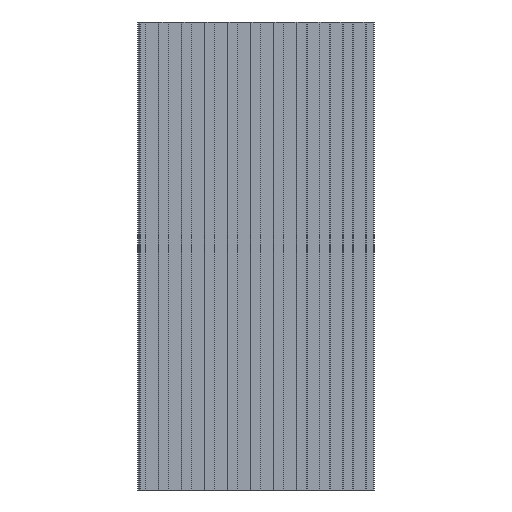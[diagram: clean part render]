
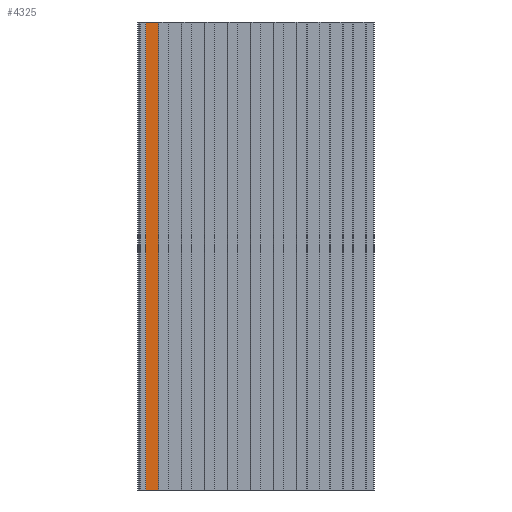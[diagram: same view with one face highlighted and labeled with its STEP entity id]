
A CAD part, front view. The second image highlights one B-rep face of the part: STEP entity #4325.
In plain terms, the highlighted planar face has unit normal (0, -1, 0).
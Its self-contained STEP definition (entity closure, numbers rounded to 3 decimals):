
#299=FACE_OUTER_BOUND('',#525,.T.);
#525=EDGE_LOOP('',(#2871,#2872,#2873,#2874));
#760=LINE('',#6321,#1248);
#762=LINE('',#6325,#1250);
#763=LINE('',#6327,#1251);
#764=LINE('',#6328,#1252);
#1248=VECTOR('',#5008,10.);
#1250=VECTOR('',#5012,10.);
#1251=VECTOR('',#5013,10.);
#1252=VECTOR('',#5014,10.);
#1735=VERTEX_POINT('',#6318);
#1736=VERTEX_POINT('',#6320);
#1737=VERTEX_POINT('',#6324);
#1738=VERTEX_POINT('',#6326);
#2190=EDGE_CURVE('',#1735,#1736,#760,.T.);
#2192=EDGE_CURVE('',#1735,#1737,#762,.T.);
#2193=EDGE_CURVE('',#1738,#1737,#763,.T.);
#2194=EDGE_CURVE('',#1736,#1738,#764,.T.);
#2871=ORIENTED_EDGE('',*,*,#2192,.T.);
#2872=ORIENTED_EDGE('',*,*,#2193,.F.);
#2873=ORIENTED_EDGE('',*,*,#2194,.F.);
#2874=ORIENTED_EDGE('',*,*,#2190,.F.);
#4188=PLANE('',#4565);
#4325=ADVANCED_FACE('',(#299),#4188,.T.);
#4565=AXIS2_PLACEMENT_3D('',#6323,#5010,#5011);
#5008=DIRECTION('',(0.,0.,-1.));
#5010=DIRECTION('center_axis',(0.,-1.,0.));
#5011=DIRECTION('ref_axis',(1.,0.,0.));
#5012=DIRECTION('',(-1.,0.,0.));
#5013=DIRECTION('',(0.,0.,1.));
#5014=DIRECTION('',(-1.,0.,0.));
#6318=CARTESIAN_POINT('',(42.45,-4.5,1000.));
#6320=CARTESIAN_POINT('',(42.45,-4.5,0.));
#6321=CARTESIAN_POINT('',(42.45,-4.5,0.));
#6323=CARTESIAN_POINT('Origin',(8.75,-4.5,0.));
#6324=CARTESIAN_POINT('',(8.75,-4.5,1000.));
#6325=CARTESIAN_POINT('',(128.2,-4.5,1000.));
#6326=CARTESIAN_POINT('',(8.75,-4.5,0.));
#6327=CARTESIAN_POINT('',(8.75,-4.5,0.));
#6328=CARTESIAN_POINT('',(128.2,-4.5,0.));
